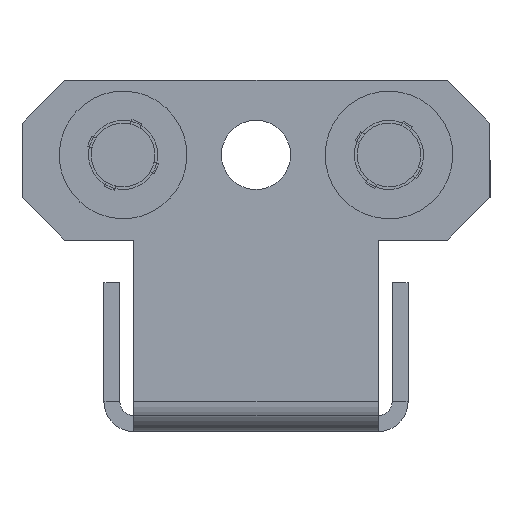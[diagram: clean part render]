
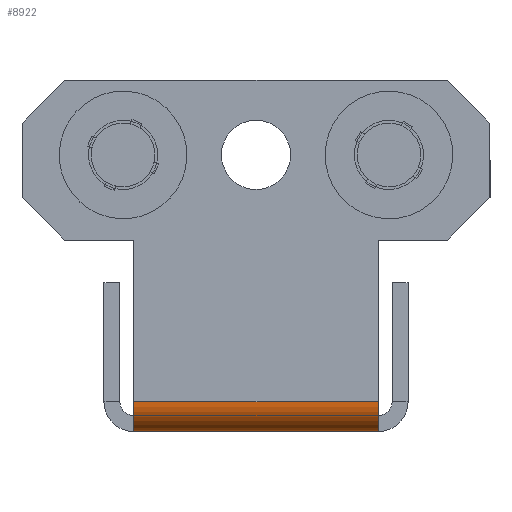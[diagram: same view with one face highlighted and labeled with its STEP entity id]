
A CAD part, left-side view. The second image highlights one B-rep face of the part: STEP entity #8922.
In plain terms, the highlighted cylindrical face has radius 2.8 mm (diameter 5.6 mm), a partial arc.
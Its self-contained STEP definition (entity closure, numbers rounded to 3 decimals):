
#5 = EDGE_CURVE ( 'NONE', #4751, #9219, #12349, .T. ) ;
#452 = FACE_OUTER_BOUND ( 'NONE', #14755, .T. ) ;
#712 = AXIS2_PLACEMENT_3D ( 'NONE', #8763, #3530, #11388 ) ;
#798 = ORIENTED_EDGE ( 'NONE', *, *, #16763, .F. ) ;
#1130 = ORIENTED_EDGE ( 'NONE', *, *, #3329, .F. ) ;
#1169 = CARTESIAN_POINT ( 'NONE',  ( -358.7, 0., 1.3 ) ) ;
#1404 = CARTESIAN_POINT ( 'NONE',  ( -358.7, 0., -1.5 ) ) ;
#2940 = AXIS2_PLACEMENT_3D ( 'NONE', #4490, #5882, #9629 ) ;
#3088 = CYLINDRICAL_SURFACE ( 'NONE', #2940, 2.8 ) ;
#3152 = CARTESIAN_POINT ( 'NONE',  ( -361.5, 0., 1.3 ) ) ;
#3329 = EDGE_CURVE ( 'NONE', #9219, #6738, #10686, .T. ) ;
#3530 = DIRECTION ( 'NONE',  ( 0., 1., 0. ) ) ;
#4490 = CARTESIAN_POINT ( 'NONE',  ( -358.7, 0., 1.3 ) ) ;
#4552 = LINE ( 'NONE', #3152, #10507 ) ;
#4751 = VERTEX_POINT ( 'NONE', #5111 ) ;
#5111 = CARTESIAN_POINT ( 'NONE',  ( -361.5, 0., 1.3 ) ) ;
#5115 = DIRECTION ( 'NONE',  ( 0., -1., 0. ) ) ;
#5882 = DIRECTION ( 'NONE',  ( 0., -1., 0. ) ) ;
#6175 = DIRECTION ( 'NONE',  ( 0., 0., -1. ) ) ;
#6738 = VERTEX_POINT ( 'NONE', #10116 ) ;
#6773 = DIRECTION ( 'NONE',  ( 0., 1., 0. ) ) ;
#7338 = AXIS2_PLACEMENT_3D ( 'NONE', #1169, #5115, #6175 ) ;
#8732 = DIRECTION ( 'NONE',  ( 0., -1., 0. ) ) ;
#8763 = CARTESIAN_POINT ( 'NONE',  ( -358.7, 23., 1.3 ) ) ;
#8922 = ADVANCED_FACE ( 'NONE', ( #452 ), #3088, .T. ) ;
#9219 = VERTEX_POINT ( 'NONE', #1404 ) ;
#9487 = CARTESIAN_POINT ( 'NONE',  ( -361.5, 23., 1.3 ) ) ;
#9629 = DIRECTION ( 'NONE',  ( -1., 0., 0. ) ) ;
#9646 = CIRCLE ( 'NONE', #712, 2.8 ) ;
#10116 = CARTESIAN_POINT ( 'NONE',  ( -358.7, 23., -1.5 ) ) ;
#10507 = VECTOR ( 'NONE', #8732, 1000. ) ;
#10686 = LINE ( 'NONE', #14464, #12772 ) ;
#11388 = DIRECTION ( 'NONE',  ( 0., 0., -1. ) ) ;
#11448 = ORIENTED_EDGE ( 'NONE', *, *, #13444, .F. ) ;
#11562 = VERTEX_POINT ( 'NONE', #9487 ) ;
#12349 = CIRCLE ( 'NONE', #7338, 2.8 ) ;
#12772 = VECTOR ( 'NONE', #6773, 1000. ) ;
#13444 = EDGE_CURVE ( 'NONE', #6738, #11562, #9646, .T. ) ;
#14464 = CARTESIAN_POINT ( 'NONE',  ( -358.7, 0., -1.5 ) ) ;
#14755 = EDGE_LOOP ( 'NONE', ( #1130, #16370, #798, #11448 ) ) ;
#16370 = ORIENTED_EDGE ( 'NONE', *, *, #5, .F. ) ;
#16763 = EDGE_CURVE ( 'NONE', #11562, #4751, #4552, .T. ) ;
